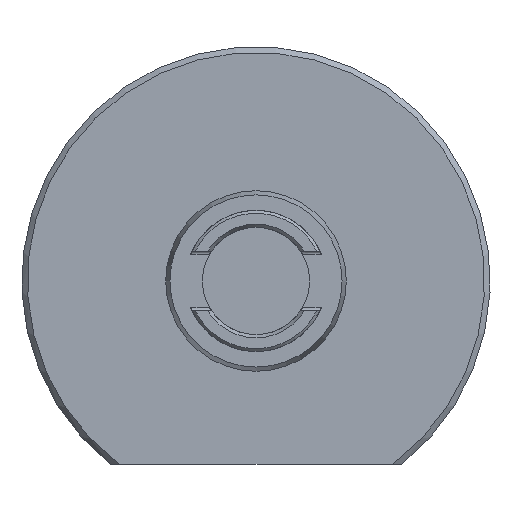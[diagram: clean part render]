
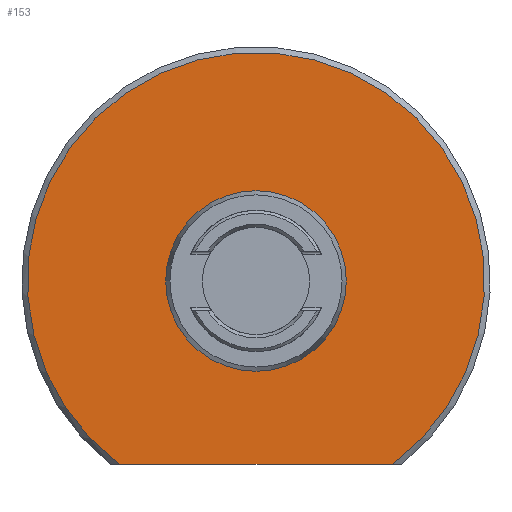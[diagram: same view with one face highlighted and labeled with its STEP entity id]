
A CAD part, left-side view. The second image highlights one B-rep face of the part: STEP entity #153.
In plain terms, the highlighted planar face has unit normal (-1, 0, 0).
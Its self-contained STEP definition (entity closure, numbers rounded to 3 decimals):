
#153 = ADVANCED_FACE( '', ( #377, #378 ), #379, .T. );
#377 = FACE_BOUND( '', #697, .T. );
#378 = FACE_OUTER_BOUND( '', #698, .T. );
#379 = PLANE( '', #699 );
#697 = EDGE_LOOP( '', ( #1102 ) );
#698 = EDGE_LOOP( '', ( #1103, #1104 ) );
#699 = AXIS2_PLACEMENT_3D( '', #1105, #1106, #1107 );
#1102 = ORIENTED_EDGE( '', *, *, #1830, .F. );
#1103 = ORIENTED_EDGE( '', *, *, #1831, .F. );
#1104 = ORIENTED_EDGE( '', *, *, #1771, .T. );
#1105 = CARTESIAN_POINT( '', ( -43.5, 0., 0. ) );
#1106 = DIRECTION( '', ( -1., 0., 0. ) );
#1107 = DIRECTION( '', ( 0., -1., 0. ) );
#1771 = EDGE_CURVE( '', #2091, #2095, #2097, .T. );
#1830 = EDGE_CURVE( '', #2197, #2197, #2198, .T. );
#1831 = EDGE_CURVE( '', #2091, #2095, #2199, .T. );
#2091 = VERTEX_POINT( '', #2560 );
#2095 = VERTEX_POINT( '', #2567 );
#2097 = CIRCLE( '', #2572, 40.5 );
#2197 = VERTEX_POINT( '', #2727 );
#2198 = CIRCLE( '', #2728, 15. );
#2199 = LINE( '', #2729, #2730 );
#2560 = CARTESIAN_POINT( '', ( -43.5, -24.166, -32.5 ) );
#2567 = CARTESIAN_POINT( '', ( -43.5, 24.166, -32.5 ) );
#2572 = AXIS2_PLACEMENT_3D( '', #3149, #3150, #3151 );
#2727 = CARTESIAN_POINT( '', ( -43.5, 0., 15. ) );
#2728 = AXIS2_PLACEMENT_3D( '', #3225, #3226, #3227 );
#2729 = CARTESIAN_POINT( '', ( -43.5, 0., -32.5 ) );
#2730 = VECTOR( '', #3228, 1000. );
#3149 = CARTESIAN_POINT( '', ( -43.5, 0., 0. ) );
#3150 = DIRECTION( '', ( -1., 0., 0. ) );
#3151 = DIRECTION( '', ( 0., -1., 0. ) );
#3225 = CARTESIAN_POINT( '', ( -43.5, 0., 0. ) );
#3226 = DIRECTION( '', ( -1., 0., 0. ) );
#3227 = DIRECTION( '', ( 0., 0., 1. ) );
#3228 = DIRECTION( '', ( 0., 1., 0. ) );
